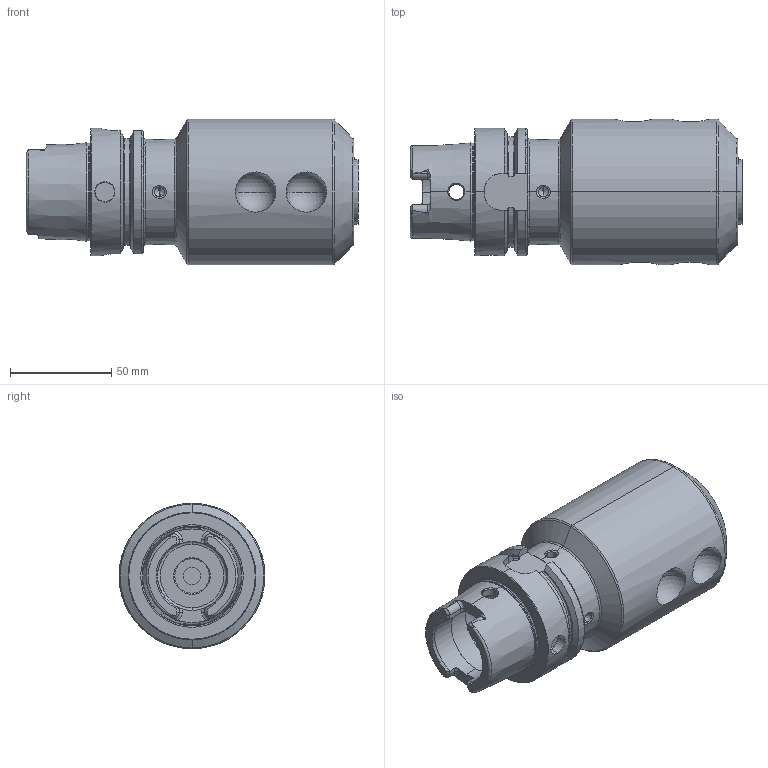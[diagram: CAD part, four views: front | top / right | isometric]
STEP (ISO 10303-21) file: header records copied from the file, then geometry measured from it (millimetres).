
FILE_DESCRIPTION (( 'STEP AP214' ), '1' );
FILE_NAME ('HA6.W32.K21.130.STEP', '2021-03-31T13:37:13', ( '' ), ( '' ), 'SwSTEP 2.0', 'SolidWorks 2017', '' );
FILE_SCHEMA (( 'AUTOMOTIVE_DESIGN' ));
Length unit declared in the file: millimetre
Products named in the file (5): HA6.W32.K21.130; HA6-W32.K21.130_A_Fertigbearbeitung; W32-ER1.001.020_zum Wuchten; W32; ERU-CJ3.001.008
Assembly tree (6 placements, depth 2):
  HA6.W32.K21.130
    HA6-W32.K21.130_A_Fertigbearbeitung
    W32-ER1.001.020_zum Wuchten  x2
    ERU-CJ3.001.008  x2
    W32
Bounding box: 163.9 x 72 x 72 mm (x, y, z)
Volume: 441947 mm3; surface area: 69622.1 mm2
Topology: 6 solids, 6 shells, 339 faces, 841 edges, 511 vertices
Faces by surface type: plane 104, cylinder 85, cone 84, torus 46, bspline 16, sphere 4
Entity records: 13573 total; most frequent: CARTESIAN_POINT 5087, ORIENTED_EDGE 1470, DIRECTION 1368, EDGE_CURVE 735, AXIS2_PLACEMENT_3D 554, VERTEX_POINT 457, EDGE_LOOP 324, FACE_OUTER_BOUND 298
